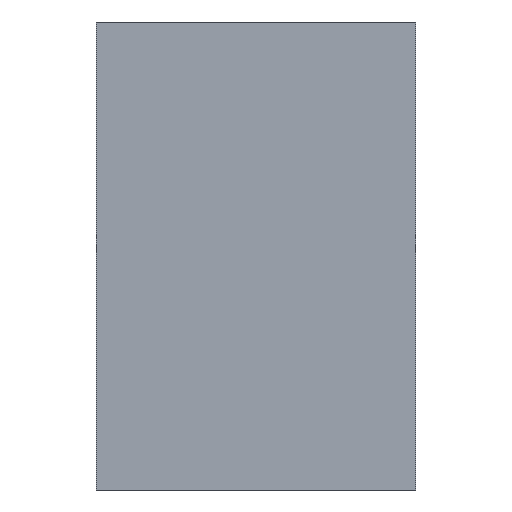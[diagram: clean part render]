
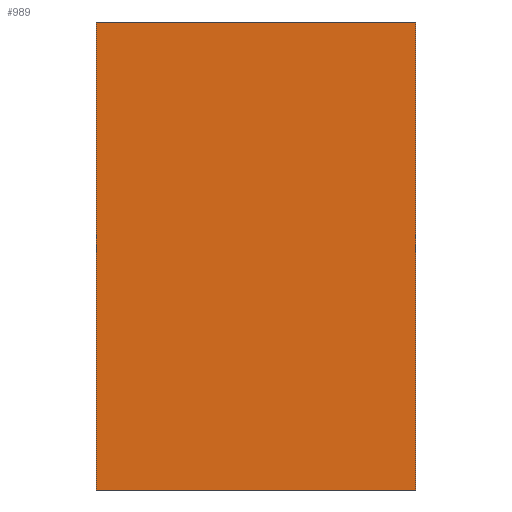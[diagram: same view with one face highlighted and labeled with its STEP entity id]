
A CAD part, front view. The second image highlights one B-rep face of the part: STEP entity #989.
In plain terms, the highlighted planar face has unit normal (0, -1, 0).
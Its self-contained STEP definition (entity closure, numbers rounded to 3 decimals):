
#157 = CARTESIAN_POINT ( 'NONE',  ( -37.5, -8., 55. ) ) ;
#363 = VECTOR ( 'NONE', #1074, 1000. ) ;
#603 = VERTEX_POINT ( 'NONE', #3977 ) ;
#604 = DIRECTION ( 'NONE',  ( 1., 0., 0. ) ) ;
#989 = ADVANCED_FACE ( 'NONE', ( #2857 ), #4893, .F. ) ;
#1025 = CARTESIAN_POINT ( 'NONE',  ( 37.5, -8., 55. ) ) ;
#1074 = DIRECTION ( 'NONE',  ( 0., 0., -1. ) ) ;
#1263 = EDGE_CURVE ( 'NONE', #4679, #4439, #1670, .T. ) ;
#1343 = VECTOR ( 'NONE', #1678, 1000. ) ;
#1361 = ORIENTED_EDGE ( 'NONE', *, *, #3903, .F. ) ;
#1595 = CARTESIAN_POINT ( 'NONE',  ( -37.5, -8., 55. ) ) ;
#1670 = LINE ( 'NONE', #1595, #5789 ) ;
#1678 = DIRECTION ( 'NONE',  ( 0., 0., -1. ) ) ;
#1773 = LINE ( 'NONE', #4394, #1343 ) ;
#2674 = EDGE_LOOP ( 'NONE', ( #2837, #1361, #6622, #5988 ) ) ;
#2837 = ORIENTED_EDGE ( 'NONE', *, *, #4641, .T. ) ;
#2857 = FACE_OUTER_BOUND ( 'NONE', #2674, .T. ) ;
#2864 = CARTESIAN_POINT ( 'NONE',  ( -37.5, -8., -55. ) ) ;
#3205 = LINE ( 'NONE', #4621, #363 ) ;
#3903 = EDGE_CURVE ( 'NONE', #4439, #603, #1773, .T. ) ;
#3911 = CARTESIAN_POINT ( 'NONE',  ( -37.5, -8., 55. ) ) ;
#3977 = CARTESIAN_POINT ( 'NONE',  ( 37.5, -8., -55. ) ) ;
#4132 = EDGE_CURVE ( 'NONE', #4679, #5218, #3205, .T. ) ;
#4394 = CARTESIAN_POINT ( 'NONE',  ( 37.5, -8., 55. ) ) ;
#4439 = VERTEX_POINT ( 'NONE', #1025 ) ;
#4621 = CARTESIAN_POINT ( 'NONE',  ( -37.5, -8., 55. ) ) ;
#4641 = EDGE_CURVE ( 'NONE', #5218, #603, #6510, .T. ) ;
#4679 = VERTEX_POINT ( 'NONE', #3911 ) ;
#4861 = DIRECTION ( 'NONE',  ( 0., 0., 1. ) ) ;
#4893 = PLANE ( 'NONE',  #5138 ) ;
#5138 = AXIS2_PLACEMENT_3D ( 'NONE', #157, #6478, #4861 ) ;
#5218 = VERTEX_POINT ( 'NONE', #5644 ) ;
#5392 = DIRECTION ( 'NONE',  ( 1., 0., 0. ) ) ;
#5644 = CARTESIAN_POINT ( 'NONE',  ( -37.5, -8., -55. ) ) ;
#5789 = VECTOR ( 'NONE', #604, 1000. ) ;
#5988 = ORIENTED_EDGE ( 'NONE', *, *, #4132, .T. ) ;
#6203 = VECTOR ( 'NONE', #5392, 1000. ) ;
#6478 = DIRECTION ( 'NONE',  ( 0., 1., 0. ) ) ;
#6510 = LINE ( 'NONE', #2864, #6203 ) ;
#6622 = ORIENTED_EDGE ( 'NONE', *, *, #1263, .F. ) ;
